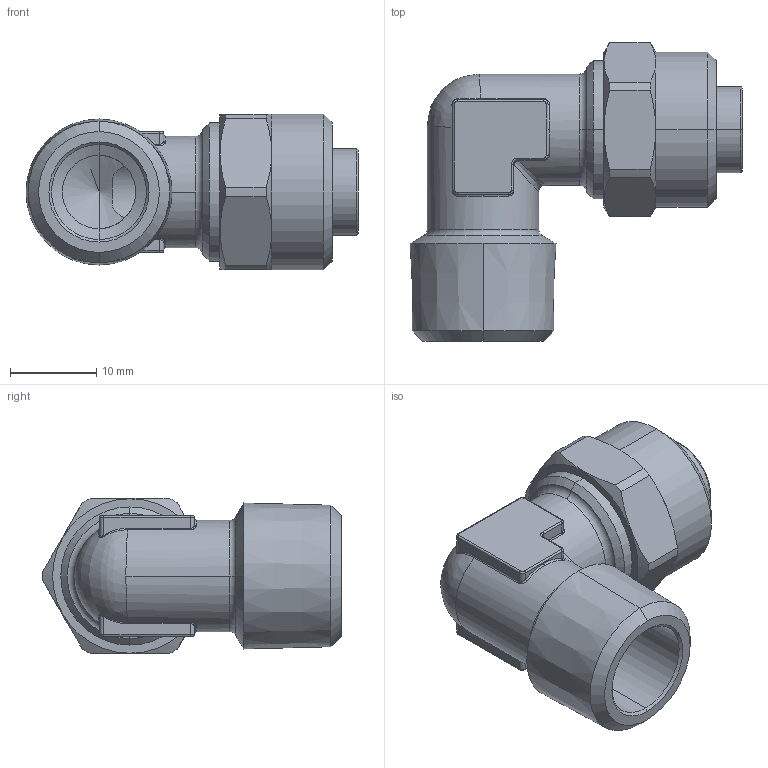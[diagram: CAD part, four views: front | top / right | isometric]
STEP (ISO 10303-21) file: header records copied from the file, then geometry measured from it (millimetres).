
FILE_DESCRIPTION (( 'STEP AP203' ), '1' );
FILE_NAME ('02060063.STEP', '2011-09-20T13:41:38', ( '' ), ( 'sopra-pneumatic' ), 'SwSTEP 2.0', 'SolidWorks 2011', '' );
FILE_SCHEMA (( 'CONFIG_CONTROL_DESIGN' ));
Length unit declared in the file: millimetre
Products named in the file (1): 02060063
Bounding box: 38.46 x 34.6 x 18 mm (x, y, z)
Volume: 6368 mm3; surface area: 4754.4 mm2
Topology: 1 solids, 1 shells, 159 faces, 369 edges, 213 vertices
Faces by surface type: cylinder 60, cone 28, plane 25, torus 24, bspline 22
Entity records: 5274 total; most frequent: CARTESIAN_POINT 1720, DIRECTION 746, ORIENTED_EDGE 734, EDGE_CURVE 367, AXIS2_PLACEMENT_3D 313, VERTEX_POINT 213, CIRCLE 175, EDGE_LOOP 164
